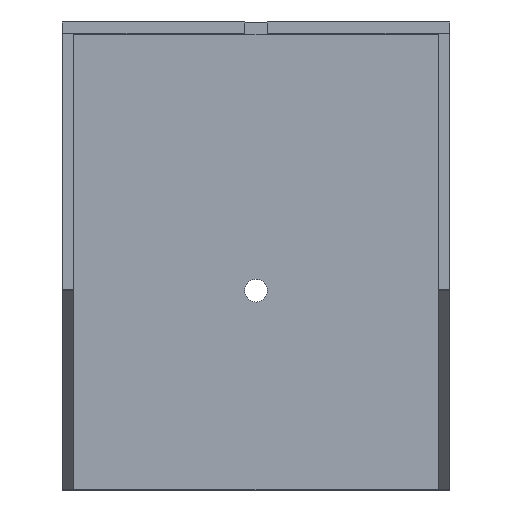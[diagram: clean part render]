
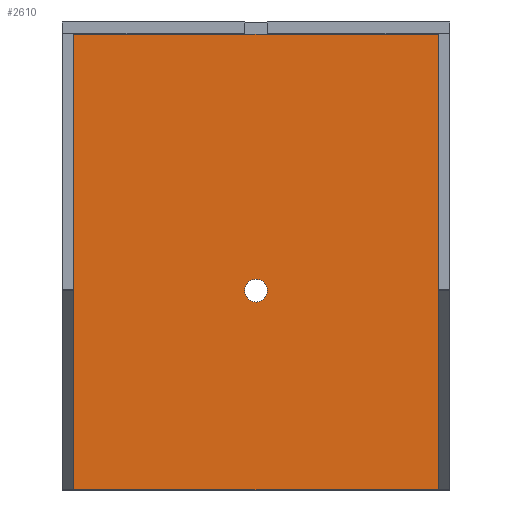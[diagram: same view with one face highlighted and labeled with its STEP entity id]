
A CAD part, top view. The second image highlights one B-rep face of the part: STEP entity #2610.
In plain terms, the highlighted planar face has unit normal (0, 0, 1).
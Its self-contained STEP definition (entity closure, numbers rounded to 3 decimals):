
#212 = PLANE('',#213);
#213 = AXIS2_PLACEMENT_3D('',#214,#215,#216);
#214 = CARTESIAN_POINT('',(32.,0.,2.));
#215 = DIRECTION('',(0.,0.,-1.));
#216 = DIRECTION('',(-1.,0.,0.));
#1048 = VERTEX_POINT('',#1049);
#1049 = CARTESIAN_POINT('',(32.,-2.,2.));
#1084 = PLANE('',#1085);
#1085 = AXIS2_PLACEMENT_3D('',#1086,#1087,#1088);
#1086 = CARTESIAN_POINT('',(32.,-2.,93.));
#1087 = DIRECTION('',(1.,0.,0.));
#1088 = DIRECTION('',(0.,0.,-1.));
#1102 = EDGE_CURVE('',#1103,#1048,#1105,.T.);
#1103 = VERTEX_POINT('',#1104);
#1104 = CARTESIAN_POINT('',(-32.,-2.,2.));
#1105 = SURFACE_CURVE('',#1106,(#1110,#1117),.PCURVE_S1.);
#1106 = LINE('',#1107,#1108);
#1107 = CARTESIAN_POINT('',(-32.,-2.,2.));
#1108 = VECTOR('',#1109,1.);
#1109 = DIRECTION('',(1.,0.,0.));
#1110 = PCURVE('',#212,#1111);
#1111 = DEFINITIONAL_REPRESENTATION('',(#1112),#1116);
#1112 = LINE('',#1113,#1114);
#1113 = CARTESIAN_POINT('',(64.,-2.));
#1114 = VECTOR('',#1115,1.);
#1115 = DIRECTION('',(-1.,-0.));
#1116 = ( GEOMETRIC_REPRESENTATION_CONTEXT(2) 
PARAMETRIC_REPRESENTATION_CONTEXT() REPRESENTATION_CONTEXT('2D SPACE',''
  ) );
#1117 = PCURVE('',#1118,#1123);
#1118 = PLANE('',#1119);
#1119 = AXIS2_PLACEMENT_3D('',#1120,#1121,#1122);
#1120 = CARTESIAN_POINT('',(-32.,-2.,2.));
#1121 = DIRECTION('',(0.,0.,1.));
#1122 = DIRECTION('',(1.,0.,0.));
#1123 = DEFINITIONAL_REPRESENTATION('',(#1124),#1128);
#1124 = LINE('',#1125,#1126);
#1125 = CARTESIAN_POINT('',(0.,0.));
#1126 = VECTOR('',#1127,1.);
#1127 = DIRECTION('',(1.,0.));
#1128 = ( GEOMETRIC_REPRESENTATION_CONTEXT(2) 
PARAMETRIC_REPRESENTATION_CONTEXT() REPRESENTATION_CONTEXT('2D SPACE',''
  ) );
#1172 = PLANE('',#1173);
#1173 = AXIS2_PLACEMENT_3D('',#1174,#1175,#1176);
#1174 = CARTESIAN_POINT('',(-32.,-2.,93.));
#1175 = DIRECTION('',(1.,0.,0.));
#1176 = DIRECTION('',(0.,0.,-1.));
#2060 = PLANE('',#2061);
#2061 = AXIS2_PLACEMENT_3D('',#2062,#2063,#2064);
#2062 = CARTESIAN_POINT('',(32.,-82.,93.));
#2063 = DIRECTION('',(0.,-1.,0.));
#2064 = DIRECTION('',(0.,0.,-1.));
#2117 = CYLINDRICAL_SURFACE('',#2118,2.);
#2118 = AXIS2_PLACEMENT_3D('',#2119,#2120,#2121);
#2119 = CARTESIAN_POINT('',(0.,-47.,2.));
#2120 = DIRECTION('',(0.,0.,1.));
#2121 = DIRECTION('',(-1.,0.,0.));
#2477 = VERTEX_POINT('',#2478);
#2478 = CARTESIAN_POINT('',(32.,-82.,2.));
#2499 = EDGE_CURVE('',#1048,#2477,#2500,.T.);
#2500 = SURFACE_CURVE('',#2501,(#2505,#2512),.PCURVE_S1.);
#2501 = LINE('',#2502,#2503);
#2502 = CARTESIAN_POINT('',(32.,-2.,2.));
#2503 = VECTOR('',#2504,1.);
#2504 = DIRECTION('',(0.,-1.,0.));
#2505 = PCURVE('',#1084,#2506);
#2506 = DEFINITIONAL_REPRESENTATION('',(#2507),#2511);
#2507 = LINE('',#2508,#2509);
#2508 = CARTESIAN_POINT('',(91.,0.));
#2509 = VECTOR('',#2510,1.);
#2510 = DIRECTION('',(0.,-1.));
#2511 = ( GEOMETRIC_REPRESENTATION_CONTEXT(2) 
PARAMETRIC_REPRESENTATION_CONTEXT() REPRESENTATION_CONTEXT('2D SPACE',''
  ) );
#2512 = PCURVE('',#1118,#2513);
#2513 = DEFINITIONAL_REPRESENTATION('',(#2514),#2518);
#2514 = LINE('',#2515,#2516);
#2515 = CARTESIAN_POINT('',(64.,0.));
#2516 = VECTOR('',#2517,1.);
#2517 = DIRECTION('',(0.,-1.));
#2518 = ( GEOMETRIC_REPRESENTATION_CONTEXT(2) 
PARAMETRIC_REPRESENTATION_CONTEXT() REPRESENTATION_CONTEXT('2D SPACE',''
  ) );
#2610 = ADVANCED_FACE('',(#2611,#2659),#1118,.T.);
#2611 = FACE_BOUND('',#2612,.T.);
#2612 = EDGE_LOOP('',(#2613,#2636,#2657,#2658));
#2613 = ORIENTED_EDGE('',*,*,#2614,.T.);
#2614 = EDGE_CURVE('',#1103,#2615,#2617,.T.);
#2615 = VERTEX_POINT('',#2616);
#2616 = CARTESIAN_POINT('',(-32.,-82.,2.));
#2617 = SURFACE_CURVE('',#2618,(#2622,#2629),.PCURVE_S1.);
#2618 = LINE('',#2619,#2620);
#2619 = CARTESIAN_POINT('',(-32.,-2.,2.));
#2620 = VECTOR('',#2621,1.);
#2621 = DIRECTION('',(0.,-1.,0.));
#2622 = PCURVE('',#1118,#2623);
#2623 = DEFINITIONAL_REPRESENTATION('',(#2624),#2628);
#2624 = LINE('',#2625,#2626);
#2625 = CARTESIAN_POINT('',(0.,0.));
#2626 = VECTOR('',#2627,1.);
#2627 = DIRECTION('',(0.,-1.));
#2628 = ( GEOMETRIC_REPRESENTATION_CONTEXT(2) 
PARAMETRIC_REPRESENTATION_CONTEXT() REPRESENTATION_CONTEXT('2D SPACE',''
  ) );
#2629 = PCURVE('',#1172,#2630);
#2630 = DEFINITIONAL_REPRESENTATION('',(#2631),#2635);
#2631 = LINE('',#2632,#2633);
#2632 = CARTESIAN_POINT('',(91.,0.));
#2633 = VECTOR('',#2634,1.);
#2634 = DIRECTION('',(0.,-1.));
#2635 = ( GEOMETRIC_REPRESENTATION_CONTEXT(2) 
PARAMETRIC_REPRESENTATION_CONTEXT() REPRESENTATION_CONTEXT('2D SPACE',''
  ) );
#2636 = ORIENTED_EDGE('',*,*,#2637,.T.);
#2637 = EDGE_CURVE('',#2615,#2477,#2638,.T.);
#2638 = SURFACE_CURVE('',#2639,(#2643,#2650),.PCURVE_S1.);
#2639 = LINE('',#2640,#2641);
#2640 = CARTESIAN_POINT('',(-32.,-82.,2.));
#2641 = VECTOR('',#2642,1.);
#2642 = DIRECTION('',(1.,0.,0.));
#2643 = PCURVE('',#1118,#2644);
#2644 = DEFINITIONAL_REPRESENTATION('',(#2645),#2649);
#2645 = LINE('',#2646,#2647);
#2646 = CARTESIAN_POINT('',(0.,-80.));
#2647 = VECTOR('',#2648,1.);
#2648 = DIRECTION('',(1.,0.));
#2649 = ( GEOMETRIC_REPRESENTATION_CONTEXT(2) 
PARAMETRIC_REPRESENTATION_CONTEXT() REPRESENTATION_CONTEXT('2D SPACE',''
  ) );
#2650 = PCURVE('',#2060,#2651);
#2651 = DEFINITIONAL_REPRESENTATION('',(#2652),#2656);
#2652 = LINE('',#2653,#2654);
#2653 = CARTESIAN_POINT('',(91.,-64.));
#2654 = VECTOR('',#2655,1.);
#2655 = DIRECTION('',(0.,1.));
#2656 = ( GEOMETRIC_REPRESENTATION_CONTEXT(2) 
PARAMETRIC_REPRESENTATION_CONTEXT() REPRESENTATION_CONTEXT('2D SPACE',''
  ) );
#2657 = ORIENTED_EDGE('',*,*,#2499,.F.);
#2658 = ORIENTED_EDGE('',*,*,#1102,.F.);
#2659 = FACE_BOUND('',#2660,.T.);
#2660 = EDGE_LOOP('',(#2661));
#2661 = ORIENTED_EDGE('',*,*,#2662,.F.);
#2662 = EDGE_CURVE('',#2663,#2663,#2665,.T.);
#2663 = VERTEX_POINT('',#2664);
#2664 = CARTESIAN_POINT('',(-2.,-47.,2.));
#2665 = SURFACE_CURVE('',#2666,(#2671,#2678),.PCURVE_S1.);
#2666 = CIRCLE('',#2667,2.);
#2667 = AXIS2_PLACEMENT_3D('',#2668,#2669,#2670);
#2668 = CARTESIAN_POINT('',(0.,-47.,2.));
#2669 = DIRECTION('',(0.,0.,1.));
#2670 = DIRECTION('',(-1.,0.,0.));
#2671 = PCURVE('',#1118,#2672);
#2672 = DEFINITIONAL_REPRESENTATION('',(#2673),#2677);
#2673 = CIRCLE('',#2674,2.);
#2674 = AXIS2_PLACEMENT_2D('',#2675,#2676);
#2675 = CARTESIAN_POINT('',(32.,-45.));
#2676 = DIRECTION('',(-1.,-0.));
#2677 = ( GEOMETRIC_REPRESENTATION_CONTEXT(2) 
PARAMETRIC_REPRESENTATION_CONTEXT() REPRESENTATION_CONTEXT('2D SPACE',''
  ) );
#2678 = PCURVE('',#2117,#2679);
#2679 = DEFINITIONAL_REPRESENTATION('',(#2680),#2684);
#2680 = LINE('',#2681,#2682);
#2681 = CARTESIAN_POINT('',(0.,0.));
#2682 = VECTOR('',#2683,1.);
#2683 = DIRECTION('',(1.,0.));
#2684 = ( GEOMETRIC_REPRESENTATION_CONTEXT(2) 
PARAMETRIC_REPRESENTATION_CONTEXT() REPRESENTATION_CONTEXT('2D SPACE',''
  ) );
